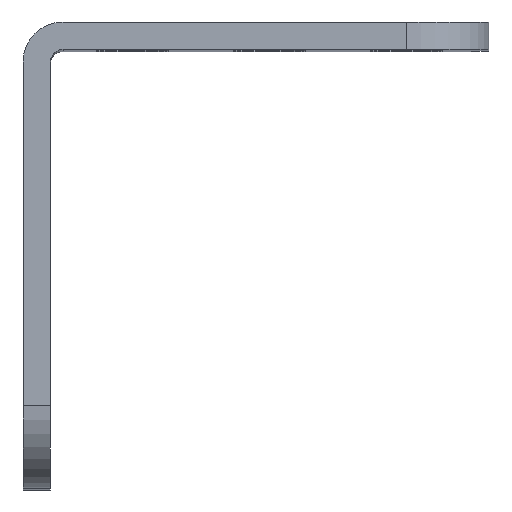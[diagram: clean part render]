
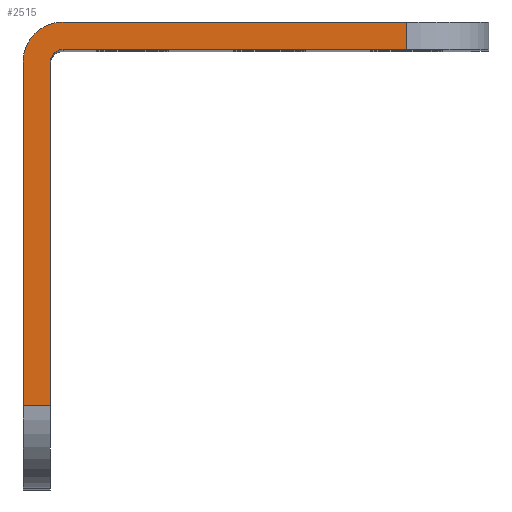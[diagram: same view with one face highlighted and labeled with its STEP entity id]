
A CAD part, top view. The second image highlights one B-rep face of the part: STEP entity #2515.
In plain terms, the highlighted planar face has unit normal (0, 0, 1).
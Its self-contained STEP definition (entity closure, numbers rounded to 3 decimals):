
#13 = EDGE_CURVE ( 'NONE', #356, #2681, #2645, .T. ) ;
#101 = VECTOR ( 'NONE', #3104, 1000. ) ;
#156 = LINE ( 'NONE', #1605, #1058 ) ;
#243 = VECTOR ( 'NONE', #3245, 1000. ) ;
#286 = LINE ( 'NONE', #2418, #1133 ) ;
#346 = LINE ( 'NONE', #1730, #101 ) ;
#356 = VERTEX_POINT ( 'NONE', #936 ) ;
#381 = PLANE ( 'NONE',  #3214 ) ;
#415 = CARTESIAN_POINT ( 'NONE',  ( -46.034, 35.637, 72. ) ) ;
#498 = DIRECTION ( 'NONE',  ( 1., 0., 0. ) ) ;
#724 = DIRECTION ( 'NONE',  ( 1., 0., 0. ) ) ;
#808 = VECTOR ( 'NONE', #4242, 1000. ) ;
#831 = CARTESIAN_POINT ( 'NONE',  ( -66.097, 15.574, 72. ) ) ;
#845 = EDGE_LOOP ( 'NONE', ( #4456, #1011, #4206, #3684, #2668, #1282, #1357, #3320 ) ) ;
#866 = VERTEX_POINT ( 'NONE', #3905 ) ;
#880 = CARTESIAN_POINT ( 'NONE',  ( -68.434, 35.637, 72. ) ) ;
#936 = CARTESIAN_POINT ( 'NONE',  ( -66.097, 36.374, 72. ) ) ;
#1011 = ORIENTED_EDGE ( 'NONE', *, *, #4412, .T. ) ;
#1058 = VECTOR ( 'NONE', #498, 1000. ) ;
#1063 = FACE_OUTER_BOUND ( 'NONE', #845, .T. ) ;
#1071 = DIRECTION ( 'NONE',  ( 0., 0., -1. ) ) ;
#1133 = VECTOR ( 'NONE', #4041, 1000. ) ;
#1193 = EDGE_CURVE ( 'NONE', #2326, #866, #3276, .T. ) ;
#1272 = DIRECTION ( 'NONE',  ( -1., 0., 0. ) ) ;
#1282 = ORIENTED_EDGE ( 'NONE', *, *, #3774, .F. ) ;
#1357 = ORIENTED_EDGE ( 'NONE', *, *, #3332, .F. ) ;
#1452 = CARTESIAN_POINT ( 'NONE',  ( -46.034, 36.374, 72. ) ) ;
#1537 = DIRECTION ( 'NONE',  ( -1., 0., 0. ) ) ;
#1550 = CARTESIAN_POINT ( 'NONE',  ( -66.834, 35.637, 72. ) ) ;
#1557 = VERTEX_POINT ( 'NONE', #1733 ) ;
#1605 = CARTESIAN_POINT ( 'NONE',  ( -68.434, 37.974, 72. ) ) ;
#1643 = DIRECTION ( 'NONE',  ( 1., 0., 0. ) ) ;
#1685 = VERTEX_POINT ( 'NONE', #1550 ) ;
#1730 = CARTESIAN_POINT ( 'NONE',  ( -66.834, 35.637, 72. ) ) ;
#1733 = CARTESIAN_POINT ( 'NONE',  ( -66.097, 37.974, 72. ) ) ;
#1988 = CIRCLE ( 'NONE', #3572, 0.737 ) ;
#2066 = CARTESIAN_POINT ( 'NONE',  ( -68.434, 15.574, 72. ) ) ;
#2105 = DIRECTION ( 'NONE',  ( 0., 0., 1. ) ) ;
#2139 = LINE ( 'NONE', #415, #243 ) ;
#2285 = VERTEX_POINT ( 'NONE', #2422 ) ;
#2326 = VERTEX_POINT ( 'NONE', #2066 ) ;
#2418 = CARTESIAN_POINT ( 'NONE',  ( -68.434, 7.674, 72. ) ) ;
#2422 = CARTESIAN_POINT ( 'NONE',  ( -46.034, 37.974, 72. ) ) ;
#2515 = ADVANCED_FACE ( 'NONE', ( #1063 ), #381, .T. ) ;
#2645 = LINE ( 'NONE', #4036, #3949 ) ;
#2668 = ORIENTED_EDGE ( 'NONE', *, *, #3142, .F. ) ;
#2681 = VERTEX_POINT ( 'NONE', #1452 ) ;
#2921 = CARTESIAN_POINT ( 'NONE',  ( -66.097, 35.637, 72. ) ) ;
#2994 = AXIS2_PLACEMENT_3D ( 'NONE', #4170, #1071, #1272 ) ;
#3104 = DIRECTION ( 'NONE',  ( 0., 1., 0. ) ) ;
#3142 = EDGE_CURVE ( 'NONE', #1557, #2285, #156, .T. ) ;
#3214 = AXIS2_PLACEMENT_3D ( 'NONE', #3820, #2105, #724 ) ;
#3245 = DIRECTION ( 'NONE',  ( 0., -1., 0. ) ) ;
#3258 = DIRECTION ( 'NONE',  ( 0., 0., -1. ) ) ;
#3276 = LINE ( 'NONE', #831, #808 ) ;
#3320 = ORIENTED_EDGE ( 'NONE', *, *, #1193, .T. ) ;
#3332 = EDGE_CURVE ( 'NONE', #2326, #3575, #286, .T. ) ;
#3572 = AXIS2_PLACEMENT_3D ( 'NONE', #2921, #3258, #1537 ) ;
#3575 = VERTEX_POINT ( 'NONE', #880 ) ;
#3684 = ORIENTED_EDGE ( 'NONE', *, *, #4004, .F. ) ;
#3774 = EDGE_CURVE ( 'NONE', #3575, #1557, #4000, .T. ) ;
#3820 = CARTESIAN_POINT ( 'NONE',  ( -66.097, 35.637, 72. ) ) ;
#3864 = EDGE_CURVE ( 'NONE', #866, #1685, #346, .T. ) ;
#3905 = CARTESIAN_POINT ( 'NONE',  ( -66.834, 15.574, 72. ) ) ;
#3949 = VECTOR ( 'NONE', #1643, 1000. ) ;
#4000 = CIRCLE ( 'NONE', #2994, 2.337 ) ;
#4004 = EDGE_CURVE ( 'NONE', #2285, #2681, #2139, .T. ) ;
#4036 = CARTESIAN_POINT ( 'NONE',  ( -66.834, 36.374, 72. ) ) ;
#4041 = DIRECTION ( 'NONE',  ( 0., 1., 0. ) ) ;
#4170 = CARTESIAN_POINT ( 'NONE',  ( -66.097, 35.637, 72. ) ) ;
#4206 = ORIENTED_EDGE ( 'NONE', *, *, #13, .T. ) ;
#4242 = DIRECTION ( 'NONE',  ( 1., 0., 0. ) ) ;
#4412 = EDGE_CURVE ( 'NONE', #1685, #356, #1988, .T. ) ;
#4456 = ORIENTED_EDGE ( 'NONE', *, *, #3864, .T. ) ;
